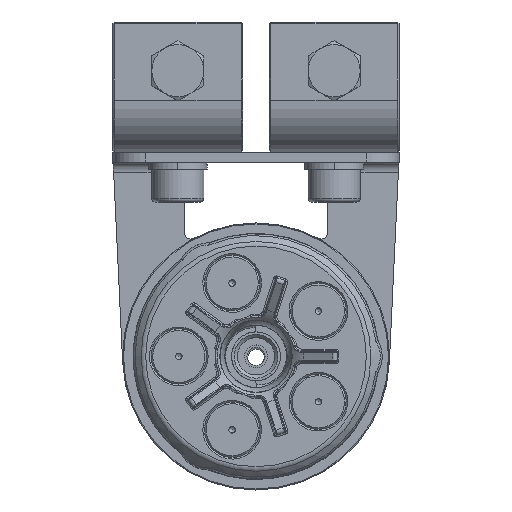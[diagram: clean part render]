
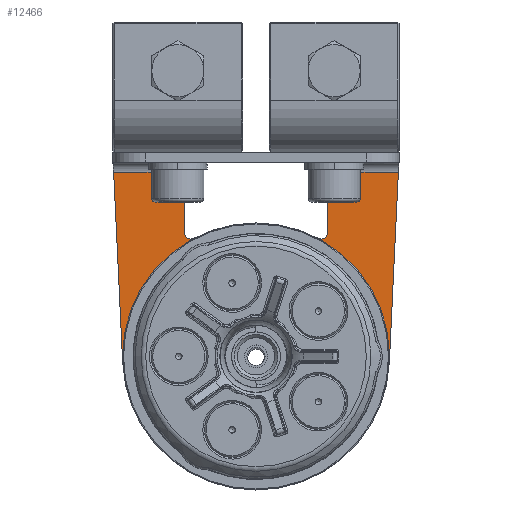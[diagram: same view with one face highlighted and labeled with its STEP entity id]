
A CAD part, top view. The second image highlights one B-rep face of the part: STEP entity #12466.
In plain terms, the highlighted planar face has unit normal (0, 0, 1).
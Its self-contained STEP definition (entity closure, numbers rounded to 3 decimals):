
#666=FACE_BOUND('',#2814,.T.);
#667=FACE_BOUND('',#2815,.T.);
#727=CIRCLE('',#13658,41.);
#729=CIRCLE('',#13661,2.);
#739=CIRCLE('',#13677,2.);
#748=CIRCLE('',#13703,41.);
#749=CIRCLE('',#13704,9.6);
#750=CIRCLE('',#13705,6.);
#751=CIRCLE('',#13706,17.7);
#752=CIRCLE('',#13707,6.);
#753=CIRCLE('',#13708,29.7);
#1690=PLANE('',#13702);
#1949=FACE_OUTER_BOUND('',#2813,.T.);
#2813=EDGE_LOOP('',(#8437,#8438,#8439,#8440,#8441,#8442,#8443,#8444,#8445,
#8446));
#2814=EDGE_LOOP('',(#8447));
#2815=EDGE_LOOP('',(#8448,#8449,#8450,#8451));
#4169=LINE('',#18848,#4653);
#4171=LINE('',#18854,#4655);
#4196=LINE('',#18966,#4680);
#4197=LINE('',#18989,#4681);
#4212=LINE('',#19065,#4696);
#4215=LINE('',#19071,#4699);
#4653=VECTOR('',#15214,10.);
#4655=VECTOR('',#15218,10.);
#4680=VECTOR('',#15313,10.);
#4681=VECTOR('',#15316,10.);
#4696=VECTOR('',#15351,10.);
#4699=VECTOR('',#15356,10.);
#5139=VERTEX_POINT('',#18842);
#5141=VERTEX_POINT('',#18846);
#5142=VERTEX_POINT('',#18850);
#5144=VERTEX_POINT('',#18853);
#5148=VERTEX_POINT('',#18862);
#5149=VERTEX_POINT('',#18864);
#5176=VERTEX_POINT('',#18965);
#5177=VERTEX_POINT('',#18978);
#5180=VERTEX_POINT('',#19064);
#5182=VERTEX_POINT('',#19070);
#5183=VERTEX_POINT('',#19073);
#5184=VERTEX_POINT('',#19075);
#5185=VERTEX_POINT('',#19076);
#5186=VERTEX_POINT('',#19078);
#5187=VERTEX_POINT('',#19080);
#6320=EDGE_CURVE('',#5139,#5141,#4169,.T.);
#6322=EDGE_CURVE('',#5144,#5142,#4171,.T.);
#6327=EDGE_CURVE('',#5149,#5148,#727,.T.);
#6330=EDGE_CURVE('',#5148,#5144,#729,.T.);
#6344=EDGE_CURVE('',#5141,#5149,#739,.T.);
#6371=EDGE_CURVE('',#5176,#5139,#4196,.T.);
#6374=EDGE_CURVE('',#5142,#5177,#4197,.T.);
#6389=EDGE_CURVE('',#5176,#5180,#4212,.T.);
#6392=EDGE_CURVE('',#5182,#5177,#4215,.T.);
#6393=EDGE_CURVE('',#5180,#5182,#748,.T.);
#6394=EDGE_CURVE('',#5183,#5183,#749,.T.);
#6395=EDGE_CURVE('',#5184,#5185,#750,.T.);
#6396=EDGE_CURVE('',#5185,#5186,#751,.T.);
#6397=EDGE_CURVE('',#5186,#5187,#752,.T.);
#6398=EDGE_CURVE('',#5187,#5184,#753,.T.);
#8437=ORIENTED_EDGE('',*,*,#6322,.T.);
#8438=ORIENTED_EDGE('',*,*,#6374,.T.);
#8439=ORIENTED_EDGE('',*,*,#6392,.F.);
#8440=ORIENTED_EDGE('',*,*,#6393,.F.);
#8441=ORIENTED_EDGE('',*,*,#6389,.F.);
#8442=ORIENTED_EDGE('',*,*,#6371,.T.);
#8443=ORIENTED_EDGE('',*,*,#6320,.T.);
#8444=ORIENTED_EDGE('',*,*,#6344,.T.);
#8445=ORIENTED_EDGE('',*,*,#6327,.T.);
#8446=ORIENTED_EDGE('',*,*,#6330,.T.);
#8447=ORIENTED_EDGE('',*,*,#6394,.T.);
#8448=ORIENTED_EDGE('',*,*,#6395,.T.);
#8449=ORIENTED_EDGE('',*,*,#6396,.T.);
#8450=ORIENTED_EDGE('',*,*,#6397,.T.);
#8451=ORIENTED_EDGE('',*,*,#6398,.T.);
#12466=ADVANCED_FACE('',(#1949,#666,#667),#1690,.T.);
#13658=AXIS2_PLACEMENT_3D('',#18865,#15226,#15227);
#13661=AXIS2_PLACEMENT_3D('',#18869,#15233,#15234);
#13677=AXIS2_PLACEMENT_3D('',#18893,#15269,#15270);
#13702=AXIS2_PLACEMENT_3D('',#19069,#15354,#15355);
#13703=AXIS2_PLACEMENT_3D('',#19072,#15357,#15358);
#13704=AXIS2_PLACEMENT_3D('',#19074,#15359,#15360);
#13705=AXIS2_PLACEMENT_3D('',#19077,#15361,#15362);
#13706=AXIS2_PLACEMENT_3D('',#19079,#15363,#15364);
#13707=AXIS2_PLACEMENT_3D('',#19081,#15365,#15366);
#13708=AXIS2_PLACEMENT_3D('',#19082,#15367,#15368);
#15214=DIRECTION('',(0.,-1.,0.));
#15218=DIRECTION('',(0.,1.,0.));
#15226=DIRECTION('center_axis',(0.,0.,1.));
#15227=DIRECTION('ref_axis',(0.465,0.885,0.));
#15233=DIRECTION('center_axis',(0.,0.,-1.));
#15234=DIRECTION('ref_axis',(1.,0.,0.));
#15269=DIRECTION('center_axis',(0.,0.,-1.));
#15270=DIRECTION('ref_axis',(0.465,0.885,0.));
#15313=DIRECTION('',(-1.,0.,0.));
#15316=DIRECTION('',(-1.,0.,0.));
#15351=DIRECTION('',(-0.047,-0.999,0.));
#15354=DIRECTION('center_axis',(0.,0.,1.));
#15355=DIRECTION('ref_axis',(-1.,0.,0.));
#15356=DIRECTION('',(-0.047,0.999,0.));
#15357=DIRECTION('center_axis',(0.,0.,-1.));
#15358=DIRECTION('ref_axis',(0.999,0.047,0.));
#15359=DIRECTION('center_axis',(0.,0.,-1.));
#15360=DIRECTION('ref_axis',(-1.,0.,0.));
#15361=DIRECTION('center_axis',(0.,0.,-1.));
#15362=DIRECTION('ref_axis',(0.766,0.643,0.));
#15363=DIRECTION('center_axis',(0.,0.,1.));
#15364=DIRECTION('ref_axis',(0.766,0.643,0.));
#15365=DIRECTION('center_axis',(0.,0.,-1.));
#15366=DIRECTION('ref_axis',(0.766,-0.643,0.));
#15367=DIRECTION('center_axis',(0.,0.,-1.));
#15368=DIRECTION('ref_axis',(-0.766,-0.643,0.));
#18842=CARTESIAN_POINT('',(22.,-6.,3.));
#18846=CARTESIAN_POINT('',(22.,-24.534,3.));
#18848=CARTESIAN_POINT('',(22.,-34.248,3.));
#18850=CARTESIAN_POINT('',(-22.,-6.,3.));
#18853=CARTESIAN_POINT('',(-22.,-24.534,3.));
#18854=CARTESIAN_POINT('',(-22.,-21.738,3.));
#18862=CARTESIAN_POINT('',(-19.07,-26.305,3.));
#18864=CARTESIAN_POINT('',(19.07,-26.305,3.));
#18865=CARTESIAN_POINT('Origin',(0.,-62.6,3.));
#18869=CARTESIAN_POINT('Origin',(-20.,-24.534,3.));
#18893=CARTESIAN_POINT('Origin',(20.,-24.534,3.));
#18965=CARTESIAN_POINT('',(43.717,-6.,3.));
#18966=CARTESIAN_POINT('',(21.858,-6.,3.));
#18978=CARTESIAN_POINT('',(-43.717,-6.,3.));
#18989=CARTESIAN_POINT('',(21.858,-6.,3.));
#19064=CARTESIAN_POINT('',(40.954,-64.533,3.));
#19065=CARTESIAN_POINT('',(44.,0.,3.));
#19069=CARTESIAN_POINT('Origin',(0.,-43.962,3.));
#19070=CARTESIAN_POINT('',(-40.954,-64.533,3.));
#19071=CARTESIAN_POINT('',(-40.954,-64.533,3.));
#19072=CARTESIAN_POINT('Origin',(0.,-62.6,3.));
#19073=CARTESIAN_POINT('',(9.6,-62.6,3.));
#19074=CARTESIAN_POINT('Origin',(0.,-62.6,3.));
#19075=CARTESIAN_POINT('',(22.752,-43.509,3.));
#19076=CARTESIAN_POINT('',(13.559,-51.223,3.));
#19077=CARTESIAN_POINT('Origin',(18.155,-47.366,3.));
#19078=CARTESIAN_POINT('',(-13.559,-51.223,3.));
#19079=CARTESIAN_POINT('Origin',(0.,-62.6,3.));
#19080=CARTESIAN_POINT('',(-22.752,-43.509,3.));
#19081=CARTESIAN_POINT('Origin',(-18.155,-47.366,3.));
#19082=CARTESIAN_POINT('Origin',(0.,-62.6,3.));
